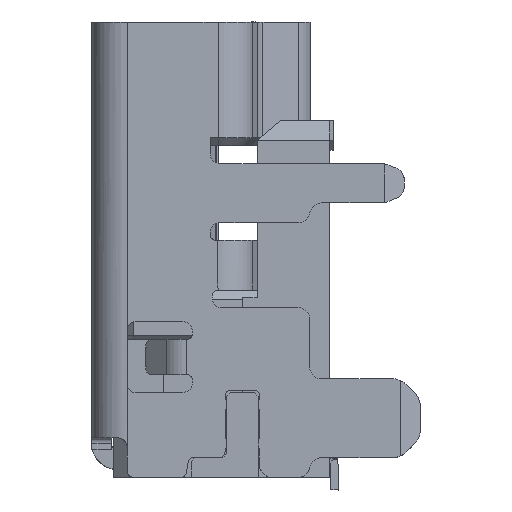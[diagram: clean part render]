
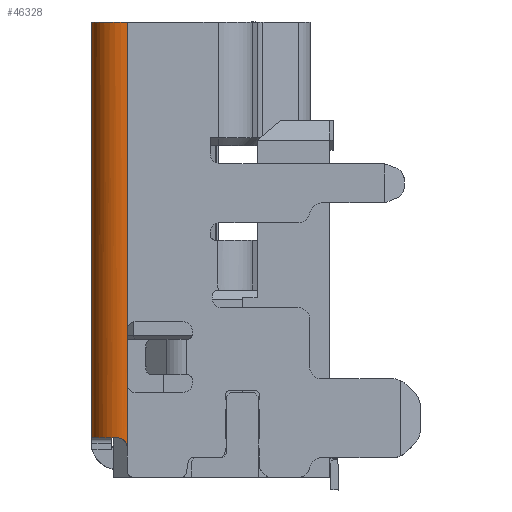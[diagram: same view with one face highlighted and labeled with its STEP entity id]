
A CAD part, left-side view. The second image highlights one B-rep face of the part: STEP entity #46328.
In plain terms, the highlighted cylindrical face has radius 0.9 mm (diameter 1.8 mm), a partial arc.
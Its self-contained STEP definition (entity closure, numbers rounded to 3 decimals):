
#573 = DIRECTION ( 'NONE',  ( 0., 0., 1. ) ) ;
#577 = CARTESIAN_POINT ( 'NONE',  ( -7.465, -0.125, -8.05 ) ) ;
#1191 = EDGE_CURVE ( 'NONE', #2191, #42152, #45553, .T. ) ;
#1698 = VECTOR ( 'NONE', #73013, 1000. ) ;
#1912 = CARTESIAN_POINT ( 'NONE',  ( -6.6, 0.525, 2.5 ) ) ;
#2191 = VERTEX_POINT ( 'NONE', #65035 ) ;
#5407 = ORIENTED_EDGE ( 'NONE', *, *, #45282, .T. ) ;
#6914 = CARTESIAN_POINT ( 'NONE',  ( -6.6, -0.375, -8.365 ) ) ;
#8037 = VERTEX_POINT ( 'NONE', #10899 ) ;
#10899 = CARTESIAN_POINT ( 'NONE',  ( -7.5, -0.375, -6.7 ) ) ;
#10909 = CARTESIAN_POINT ( 'NONE',  ( -6.6, -0.375, 2.5 ) ) ;
#11181 = CARTESIAN_POINT ( 'NONE',  ( -7.5, -0.375, -5.3 ) ) ;
#11669 = DIRECTION ( 'NONE',  ( 0., 0., 1. ) ) ;
#12363 = ORIENTED_EDGE ( 'NONE', *, *, #55233, .T. ) ;
#13027 = CARTESIAN_POINT ( 'NONE',  ( -7.465, -0.125, -8.05 ) ) ;
#13283 = CARTESIAN_POINT ( 'NONE',  ( -7.5, -0.375, -8.365 ) ) ;
#13825 = DIRECTION ( 'NONE',  ( 0., 0., 1. ) ) ;
#20179 = LINE ( 'NONE', #13283, #1698 ) ;
#23327 = EDGE_CURVE ( 'NONE', #54469, #37291, #103729, .T. ) ;
#24095 = VECTOR ( 'NONE', #13825, 1000. ) ;
#37291 = VERTEX_POINT ( 'NONE', #63711 ) ;
#40718 = CIRCLE ( 'NONE', #99471, 0.9 ) ;
#40785 = LINE ( 'NONE', #76982, #24095 ) ;
#40869 = VERTEX_POINT ( 'NONE', #90684 ) ;
#41213 = VECTOR ( 'NONE', #58914, 1000. ) ;
#42152 = VERTEX_POINT ( 'NONE', #61265 ) ;
#42233 = CARTESIAN_POINT ( 'NONE',  ( -7.5, -0.375, -8.365 ) ) ;
#42304 = CARTESIAN_POINT ( 'NONE',  ( -6.6, -0.375, -8.05 ) ) ;
#42571 = EDGE_LOOP ( 'NONE', ( #5407, #70090, #55540, #51569, #79972, #12363, #57713 ) ) ;
#45282 = EDGE_CURVE ( 'NONE', #40869, #8037, #40785, .T. ) ;
#45553 = LINE ( 'NONE', #1912, #82907 ) ;
#45919 = CARTESIAN_POINT ( 'NONE',  ( -7.501, -0.35, -8.171 ) ) ;
#46328 = ADVANCED_FACE ( 'NONE', ( #77564 ), #51144, .T. ) ;
#49442 = DIRECTION ( 'NONE',  ( 0., 0., 1. ) ) ;
#51144 = CYLINDRICAL_SURFACE ( 'NONE', #53626, 0.9 ) ;
#51569 = ORIENTED_EDGE ( 'NONE', *, *, #86620, .F. ) ;
#53626 = AXIS2_PLACEMENT_3D ( 'NONE', #6914, #49442, #84482 ) ;
#54469 = VERTEX_POINT ( 'NONE', #11181 ) ;
#55233 = EDGE_CURVE ( 'NONE', #2191, #111271, #40718, .T. ) ;
#55540 = ORIENTED_EDGE ( 'NONE', *, *, #23327, .T. ) ;
#57713 = ORIENTED_EDGE ( 'NONE', *, *, #70173, .T. ) ;
#58914 = DIRECTION ( 'NONE',  ( 0., 0., 1. ) ) ;
#58986 = DIRECTION ( 'NONE',  ( 1., 0., 0. ) ) ;
#61265 = CARTESIAN_POINT ( 'NONE',  ( -6.6, 0.525, 2.5 ) ) ;
#62029 = CARTESIAN_POINT ( 'NONE',  ( -7.484, -0.192, -8.05 ) ) ;
#62579 = DIRECTION ( 'NONE',  ( 1., 0., 0. ) ) ;
#63711 = CARTESIAN_POINT ( 'NONE',  ( -7.5, -0.375, 2.5 ) ) ;
#65035 = CARTESIAN_POINT ( 'NONE',  ( -6.6, 0.525, -8.05 ) ) ;
#70090 = ORIENTED_EDGE ( 'NONE', *, *, #82700, .T. ) ;
#70173 = EDGE_CURVE ( 'NONE', #111271, #40869, #75131, .T. ) ;
#73013 = DIRECTION ( 'NONE',  ( 0., 0., 1. ) ) ;
#75131 = B_SPLINE_CURVE_WITH_KNOTS ( 'NONE', 3,
 ( #577, #62029, #80418, #45919, #97102, #106849 ),
 .UNSPECIFIED., .F., .F.,
 ( 4, 2, 4 ),
 ( 0., 0.5, 1. ),
 .UNSPECIFIED. ) ;
#76982 = CARTESIAN_POINT ( 'NONE',  ( -7.5, -0.375, -8.365 ) ) ;
#77564 = FACE_OUTER_BOUND ( 'NONE', #42571, .T. ) ;
#79145 = CIRCLE ( 'NONE', #97542, 0.9 ) ;
#79972 = ORIENTED_EDGE ( 'NONE', *, *, #1191, .F. ) ;
#80418 = CARTESIAN_POINT ( 'NONE',  ( -7.493, -0.251, -8.075 ) ) ;
#82700 = EDGE_CURVE ( 'NONE', #8037, #54469, #20179, .T. ) ;
#82907 = VECTOR ( 'NONE', #11669, 1000. ) ;
#84482 = DIRECTION ( 'NONE',  ( 1., 0., 0. ) ) ;
#86620 = EDGE_CURVE ( 'NONE', #42152, #37291, #79145, .T. ) ;
#90684 = CARTESIAN_POINT ( 'NONE',  ( -7.5, -0.375, -8.3 ) ) ;
#97102 = CARTESIAN_POINT ( 'NONE',  ( -7.5, -0.375, -8.23 ) ) ;
#97542 = AXIS2_PLACEMENT_3D ( 'NONE', #10909, #573, #62579 ) ;
#99471 = AXIS2_PLACEMENT_3D ( 'NONE', #42304, #102689, #58986 ) ;
#102689 = DIRECTION ( 'NONE',  ( 0., 0., 1. ) ) ;
#103729 = LINE ( 'NONE', #42233, #41213 ) ;
#106849 = CARTESIAN_POINT ( 'NONE',  ( -7.5, -0.375, -8.3 ) ) ;
#111271 = VERTEX_POINT ( 'NONE', #13027 ) ;
